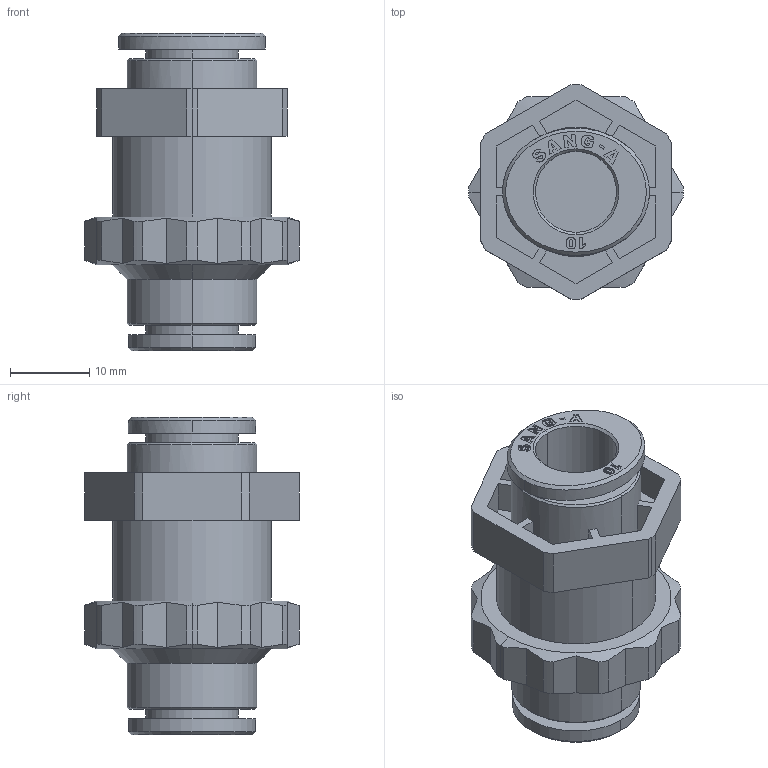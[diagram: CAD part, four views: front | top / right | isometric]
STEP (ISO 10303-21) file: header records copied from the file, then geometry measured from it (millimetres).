
FILE_DESCRIPTION((''),'2;1');
FILE_NAME('GPPM_10(3D).stp','2012-12-26T18:27:49',(''),(''),'Mechanical Desktop.R8.0.24.0','Mechanical Desktop.R8.0.24.0',', , ');
FILE_SCHEMA(('CONFIG_CONTROL_DESIGN'));
Length unit declared in the file: millimetre
Products named in the file (2): GPPM_10(3D); ºÎÇ°1
Assembly tree (1 placements, depth 2):
  GPPM_10(3D)
    ºÎÇ°1
Bounding box: 27 x 27 x 40 mm (x, y, z)
Volume: 9245.8 mm3; surface area: 6028.6 mm2
Topology: 1 solids, 1 shells, 897 faces, 2570 edges, 1707 vertices
Faces by surface type: plane 824, cylinder 40, cone 20, bspline 13
Entity records: 29253 total; most frequent: CARTESIAN_POINT 5788, ORIENTED_EDGE 5140, DIRECTION 4384, EDGE_CURVE 2570, VECTOR 2382, LINE 2382, VERTEX_POINT 1707, AXIS2_PLACEMENT_3D 1001
